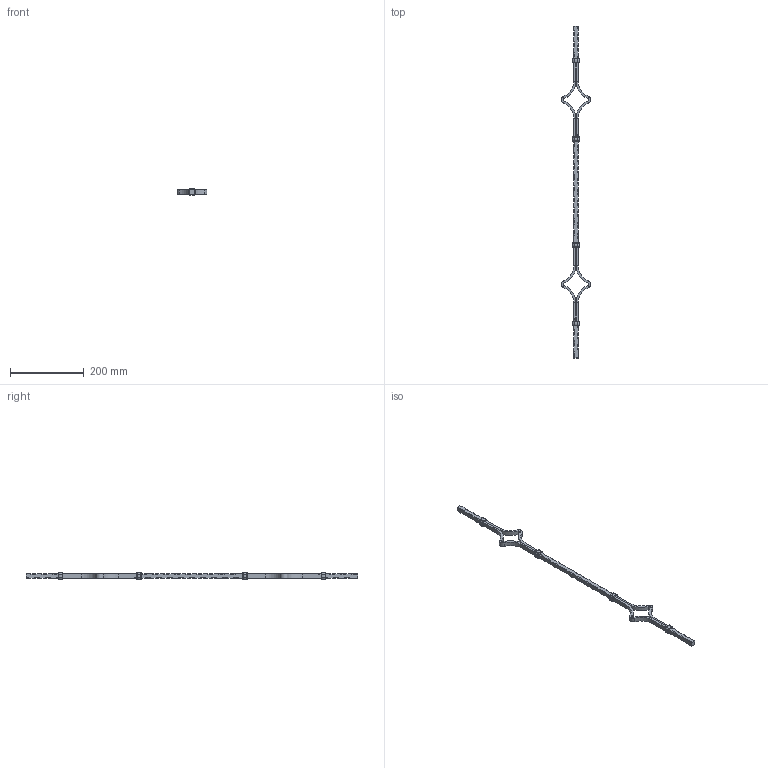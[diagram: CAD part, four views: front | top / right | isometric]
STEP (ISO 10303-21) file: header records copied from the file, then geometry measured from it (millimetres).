
FILE_DESCRIPTION (( 'STEP AP203' ), '1' );
FILE_NAME ('9055-S.step', '2023-06-15T13:44:06', ( '' ), ( '' ), 'SwSTEP 2.0', 'SolidWorks 2018', '' );
FILE_SCHEMA (( 'CONFIG_CONTROL_DESIGN' ));
Length unit declared in the file: millimetre
Products named in the file (1): 9055-S
Bounding box: 80 x 900 x 18 mm (x, y, z)
Volume: 141278.4 mm3; surface area: 63226.7 mm2
Topology: 5 solids, 5 shells, 950 faces, 2284 edges, 1222 vertices
Faces by surface type: plane 371, cylinder 252, torus 210, bspline 117
Entity records: 31539 total; most frequent: CARTESIAN_POINT 10668, DIRECTION 4350, ORIENTED_EDGE 4308, EDGE_CURVE 2154, AXIS2_PLACEMENT_3D 1596, VERTEX_POINT 1222, VECTOR 1158, LINE 1158
